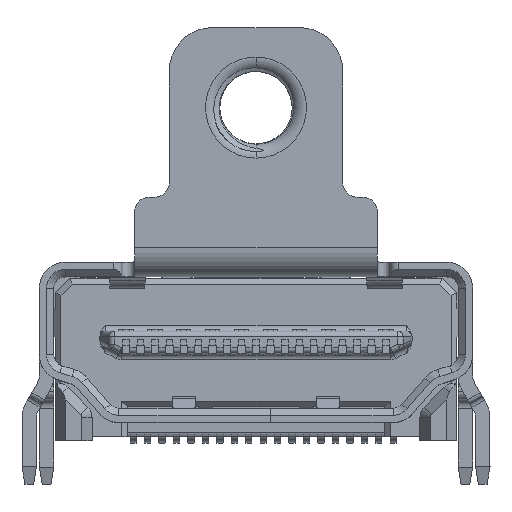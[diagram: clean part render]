
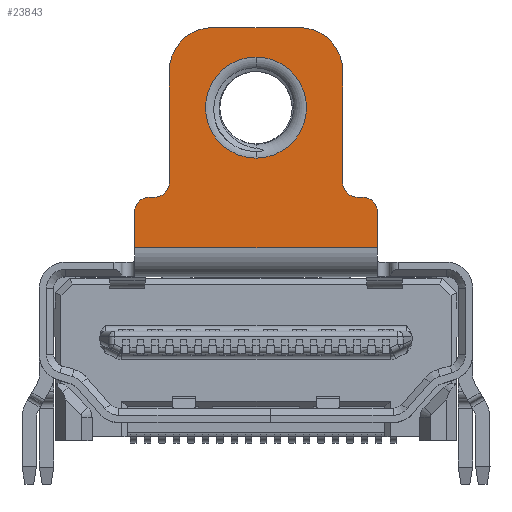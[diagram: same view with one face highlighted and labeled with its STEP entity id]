
A CAD part, top view. The second image highlights one B-rep face of the part: STEP entity #23843.
In plain terms, the highlighted face is planar.
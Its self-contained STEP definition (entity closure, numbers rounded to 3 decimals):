
#489 = EDGE_CURVE ( 'NONE', #16309, #58496, #34024, .T. ) ;
#713 = CARTESIAN_POINT ( 'NONE',  ( 3.7, 6.8, -4.525 ) ) ;
#993 = VECTOR ( 'NONE', #44832, 1000. ) ;
#1220 = ORIENTED_EDGE ( 'NONE', *, *, #489, .T. ) ;
#1798 = VERTEX_POINT ( 'NONE', #51044 ) ;
#1866 = ORIENTED_EDGE ( 'NONE', *, *, #57723, .T. ) ;
#2295 = ORIENTED_EDGE ( 'NONE', *, *, #32601, .T. ) ;
#2886 = AXIS2_PLACEMENT_3D ( 'NONE', #62316, #26776, #52110 ) ;
#3814 = DIRECTION ( 'NONE',  ( 0., -1., 0. ) ) ;
#3906 = CARTESIAN_POINT ( 'NONE',  ( -3., 6.8, -9.395 ) ) ;
#4930 = LINE ( 'NONE', #25014, #56530 ) ;
#6738 = VERTEX_POINT ( 'NONE', #3906 ) ;
#7868 = ORIENTED_EDGE ( 'NONE', *, *, #46127, .F. ) ;
#8737 = CARTESIAN_POINT ( 'NONE',  ( -3., 6.8, -5.525 ) ) ;
#9166 = LINE ( 'NONE', #58233, #53097 ) ;
#10137 = DIRECTION ( 'NONE',  ( 0., 1., 0. ) ) ;
#10782 = EDGE_CURVE ( 'NONE', #39852, #49793, #60082, .T. ) ;
#11393 = EDGE_CURVE ( 'NONE', #38782, #58158, #37013, .T. ) ;
#11753 = CARTESIAN_POINT ( 'NONE',  ( -3., 6.8, -7.085 ) ) ;
#12782 = VECTOR ( 'NONE', #21639, 1000. ) ;
#13158 = CARTESIAN_POINT ( 'NONE',  ( -4.2, 6.8, -4.525 ) ) ;
#14165 = EDGE_LOOP ( 'NONE', ( #19224, #51413 ) ) ;
#14684 = DIRECTION ( 'NONE',  ( 0., 0., 1. ) ) ;
#15000 = DIRECTION ( 'NONE',  ( 0., 1., 0. ) ) ;
#15442 = ORIENTED_EDGE ( 'NONE', *, *, #11393, .T. ) ;
#15544 = LINE ( 'NONE', #55716, #26034 ) ;
#15667 = CARTESIAN_POINT ( 'NONE',  ( 3., 6.8, -5.525 ) ) ;
#15957 = AXIS2_PLACEMENT_3D ( 'NONE', #48912, #3814, #48276 ) ;
#16309 = VERTEX_POINT ( 'NONE', #38562 ) ;
#16375 = LINE ( 'NONE', #51594, #12782 ) ;
#16681 = ORIENTED_EDGE ( 'NONE', *, *, #34520, .T. ) ;
#16881 = CARTESIAN_POINT ( 'NONE',  ( -4.2, 6.8, -3.275 ) ) ;
#16981 = ORIENTED_EDGE ( 'NONE', *, *, #52323, .T. ) ;
#18021 = ORIENTED_EDGE ( 'NONE', *, *, #53722, .T. ) ;
#19076 = CARTESIAN_POINT ( 'NONE',  ( -1.5, 6.8, -10.895 ) ) ;
#19224 = ORIENTED_EDGE ( 'NONE', *, *, #59035, .T. ) ;
#19956 = CARTESIAN_POINT ( 'NONE',  ( 0., 6.8, -8.125 ) ) ;
#20165 = VERTEX_POINT ( 'NONE', #15667 ) ;
#20325 = AXIS2_PLACEMENT_3D ( 'NONE', #42366, #62436, #25762 ) ;
#20607 = EDGE_CURVE ( 'NONE', #38894, #64558, #25198, .T. ) ;
#21184 = AXIS2_PLACEMENT_3D ( 'NONE', #47369, #57242, #52296 ) ;
#21377 = AXIS2_PLACEMENT_3D ( 'NONE', #713, #59985, #45175 ) ;
#21639 = DIRECTION ( 'NONE',  ( -1., 0., 0. ) ) ;
#22162 = FACE_BOUND ( 'NONE', #14165, .T. ) ;
#22418 = CARTESIAN_POINT ( 'NONE',  ( 4.2, 6.8, -3.413 ) ) ;
#22718 = VERTEX_POINT ( 'NONE', #16881 ) ;
#23820 = CARTESIAN_POINT ( 'NONE',  ( 3.5, 6.8, -5.525 ) ) ;
#23843 = ADVANCED_FACE ( 'NONE', ( #22162, #61993 ), #36001, .T. ) ;
#23979 = DIRECTION ( 'NONE',  ( 1., 0., 0. ) ) ;
#24744 = CARTESIAN_POINT ( 'NONE',  ( 0., 6.8, -5.025 ) ) ;
#25014 = CARTESIAN_POINT ( 'NONE',  ( 0., 6.8, -5.025 ) ) ;
#25198 = CIRCLE ( 'NONE', #58807, 1.5 ) ;
#25595 = ORIENTED_EDGE ( 'NONE', *, *, #20607, .T. ) ;
#25616 = CARTESIAN_POINT ( 'NONE',  ( 1.5, 6.8, -9.395 ) ) ;
#25762 = DIRECTION ( 'NONE',  ( 0., 0., -1. ) ) ;
#26034 = VECTOR ( 'NONE', #64935, 1000. ) ;
#26776 = DIRECTION ( 'NONE',  ( 0., 1., 0. ) ) ;
#27420 = CARTESIAN_POINT ( 'NONE',  ( 0., 6.8, -6.375 ) ) ;
#27477 = VECTOR ( 'NONE', #31836, 1000. ) ;
#28324 = VERTEX_POINT ( 'NONE', #31648 ) ;
#28989 = DIRECTION ( 'NONE',  ( -1., 0., 0. ) ) ;
#30045 = LINE ( 'NONE', #44553, #59686 ) ;
#31334 = ORIENTED_EDGE ( 'NONE', *, *, #53592, .T. ) ;
#31648 = CARTESIAN_POINT ( 'NONE',  ( 4.2, 6.8, -4.525 ) ) ;
#31836 = DIRECTION ( 'NONE',  ( 0., 0., 1. ) ) ;
#32341 = CARTESIAN_POINT ( 'NONE',  ( 3., 6.8, -9.395 ) ) ;
#32601 = EDGE_CURVE ( 'NONE', #28324, #41676, #49768, .T. ) ;
#34024 = CIRCLE ( 'NONE', #20325, 0.5 ) ;
#34520 = EDGE_CURVE ( 'NONE', #22718, #1798, #9166, .T. ) ;
#34771 = DIRECTION ( 'NONE',  ( 0., -1., 0. ) ) ;
#35079 = ORIENTED_EDGE ( 'NONE', *, *, #57725, .T. ) ;
#35767 = ORIENTED_EDGE ( 'NONE', *, *, #42698, .T. ) ;
#36001 = PLANE ( 'NONE',  #2886 ) ;
#36888 = CARTESIAN_POINT ( 'NONE',  ( 0., 6.8, -9.875 ) ) ;
#37013 = CIRCLE ( 'NONE', #15957, 0.5 ) ;
#38262 = VECTOR ( 'NONE', #62571, 1000. ) ;
#38562 = CARTESIAN_POINT ( 'NONE',  ( -3.7, 6.8, -5.025 ) ) ;
#38750 = DIRECTION ( 'NONE',  ( 0., 0., -1. ) ) ;
#38782 = VERTEX_POINT ( 'NONE', #8737 ) ;
#38894 = VERTEX_POINT ( 'NONE', #32341 ) ;
#39468 = DIRECTION ( 'NONE',  ( 1., 0., 0. ) ) ;
#39786 = EDGE_CURVE ( 'NONE', #58158, #16309, #59959, .T. ) ;
#39852 = VERTEX_POINT ( 'NONE', #36888 ) ;
#41074 = AXIS2_PLACEMENT_3D ( 'NONE', #64394, #15000, #38750 ) ;
#41302 = ORIENTED_EDGE ( 'NONE', *, *, #53704, .T. ) ;
#41676 = VERTEX_POINT ( 'NONE', #55849 ) ;
#42268 = EDGE_LOOP ( 'NONE', ( #31334, #41302, #25595, #1866, #35767, #35079, #15442, #59608, #1220, #18021, #16681, #7868, #2295, #16981 ) ) ;
#42366 = CARTESIAN_POINT ( 'NONE',  ( -3.7, 6.8, -4.525 ) ) ;
#42698 = EDGE_CURVE ( 'NONE', #43315, #6738, #54756, .T. ) ;
#43156 = LINE ( 'NONE', #22418, #38262 ) ;
#43257 = DIRECTION ( 'NONE',  ( 1., 0., 0. ) ) ;
#43315 = VERTEX_POINT ( 'NONE', #19076 ) ;
#44553 = CARTESIAN_POINT ( 'NONE',  ( -4.2, 6.8, -3.413 ) ) ;
#44832 = DIRECTION ( 'NONE',  ( -1., 0., 0. ) ) ;
#45175 = DIRECTION ( 'NONE',  ( 0., 0., 1. ) ) ;
#46127 = EDGE_CURVE ( 'NONE', #28324, #1798, #43156, .T. ) ;
#47044 = CARTESIAN_POINT ( 'NONE',  ( 3.5, 6.8, -5.025 ) ) ;
#47183 = CIRCLE ( 'NONE', #48227, 0.5 ) ;
#47369 = CARTESIAN_POINT ( 'NONE',  ( 0., 6.8, -8.125 ) ) ;
#48227 = AXIS2_PLACEMENT_3D ( 'NONE', #23820, #58715, #43257 ) ;
#48276 = DIRECTION ( 'NONE',  ( 0., 0., 1. ) ) ;
#48912 = CARTESIAN_POINT ( 'NONE',  ( -3.5, 6.8, -5.525 ) ) ;
#49768 = CIRCLE ( 'NONE', #21377, 0.5 ) ;
#49793 = VERTEX_POINT ( 'NONE', #27420 ) ;
#51044 = CARTESIAN_POINT ( 'NONE',  ( 4.2, 6.8, -3.275 ) ) ;
#51413 = ORIENTED_EDGE ( 'NONE', *, *, #10782, .T. ) ;
#51594 = CARTESIAN_POINT ( 'NONE',  ( 0., 6.8, -10.895 ) ) ;
#51767 = CIRCLE ( 'NONE', #60170, 1.75 ) ;
#52110 = DIRECTION ( 'NONE',  ( 0., 0., 1. ) ) ;
#52296 = DIRECTION ( 'NONE',  ( 0., 0., 1. ) ) ;
#52323 = EDGE_CURVE ( 'NONE', #41676, #52556, #4930, .T. ) ;
#52556 = VERTEX_POINT ( 'NONE', #47044 ) ;
#53097 = VECTOR ( 'NONE', #23979, 1000. ) ;
#53592 = EDGE_CURVE ( 'NONE', #52556, #20165, #47183, .T. ) ;
#53704 = EDGE_CURVE ( 'NONE', #20165, #38894, #15544, .T. ) ;
#53722 = EDGE_CURVE ( 'NONE', #58496, #22718, #30045, .T. ) ;
#54756 = CIRCLE ( 'NONE', #41074, 1.5 ) ;
#55716 = CARTESIAN_POINT ( 'NONE',  ( 3., 6.8, -7.085 ) ) ;
#55849 = CARTESIAN_POINT ( 'NONE',  ( 3.7, 6.8, -5.025 ) ) ;
#56530 = VECTOR ( 'NONE', #28989, 1000. ) ;
#56712 = CARTESIAN_POINT ( 'NONE',  ( 1.5, 6.8, -10.895 ) ) ;
#57242 = DIRECTION ( 'NONE',  ( 0., -1., 0. ) ) ;
#57723 = EDGE_CURVE ( 'NONE', #64558, #43315, #16375, .T. ) ;
#57725 = EDGE_CURVE ( 'NONE', #6738, #38782, #61795, .T. ) ;
#58158 = VERTEX_POINT ( 'NONE', #63029 ) ;
#58233 = CARTESIAN_POINT ( 'NONE',  ( 0., 6.8, -3.275 ) ) ;
#58496 = VERTEX_POINT ( 'NONE', #13158 ) ;
#58715 = DIRECTION ( 'NONE',  ( 0., -1., 0. ) ) ;
#58807 = AXIS2_PLACEMENT_3D ( 'NONE', #25616, #10137, #39468 ) ;
#59035 = EDGE_CURVE ( 'NONE', #49793, #39852, #51767, .T. ) ;
#59608 = ORIENTED_EDGE ( 'NONE', *, *, #39786, .T. ) ;
#59684 = DIRECTION ( 'NONE',  ( 0., 0., 1. ) ) ;
#59686 = VECTOR ( 'NONE', #59684, 1000. ) ;
#59959 = LINE ( 'NONE', #24744, #993 ) ;
#59985 = DIRECTION ( 'NONE',  ( 0., 1., 0. ) ) ;
#60082 = CIRCLE ( 'NONE', #21184, 1.75 ) ;
#60170 = AXIS2_PLACEMENT_3D ( 'NONE', #19956, #34771, #14684 ) ;
#61795 = LINE ( 'NONE', #11753, #27477 ) ;
#61993 = FACE_OUTER_BOUND ( 'NONE', #42268, .T. ) ;
#62316 = CARTESIAN_POINT ( 'NONE',  ( -4.368, 6.8, -11.047 ) ) ;
#62436 = DIRECTION ( 'NONE',  ( 0., 1., 0. ) ) ;
#62571 = DIRECTION ( 'NONE',  ( 0., 0., 1. ) ) ;
#63029 = CARTESIAN_POINT ( 'NONE',  ( -3.5, 6.8, -5.025 ) ) ;
#64394 = CARTESIAN_POINT ( 'NONE',  ( -1.5, 6.8, -9.395 ) ) ;
#64558 = VERTEX_POINT ( 'NONE', #56712 ) ;
#64935 = DIRECTION ( 'NONE',  ( 0., 0., -1. ) ) ;
